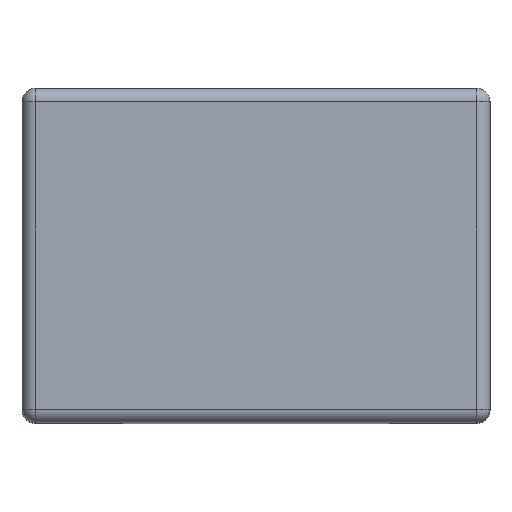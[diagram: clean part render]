
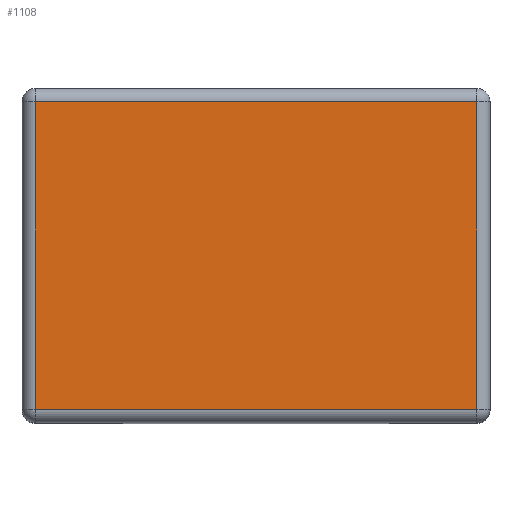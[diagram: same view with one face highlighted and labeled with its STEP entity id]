
A CAD part, top view. The second image highlights one B-rep face of the part: STEP entity #1108.
In plain terms, the highlighted planar face has unit normal (0, 0, 1).
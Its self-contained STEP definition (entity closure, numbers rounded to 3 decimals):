
#67=LINE('',#1561,#151);
#68=LINE('',#1564,#152);
#69=LINE('',#1566,#153);
#70=LINE('',#1568,#154);
#151=VECTOR('',#1309,1000.);
#152=VECTOR('',#1310,1000.);
#153=VECTOR('',#1311,1000.);
#154=VECTOR('',#1312,1000.);
#202=PLANE('',#1170);
#286=ORIENTED_EDGE('',*,*,#495,.T.);
#287=ORIENTED_EDGE('',*,*,#496,.T.);
#288=ORIENTED_EDGE('',*,*,#497,.T.);
#289=ORIENTED_EDGE('',*,*,#498,.T.);
#495=EDGE_CURVE('',#595,#596,#67,.F.);
#496=EDGE_CURVE('',#596,#597,#68,.T.);
#497=EDGE_CURVE('',#597,#598,#69,.T.);
#498=EDGE_CURVE('',#598,#595,#70,.F.);
#595=VERTEX_POINT('',#1562);
#596=VERTEX_POINT('',#1563);
#597=VERTEX_POINT('',#1565);
#598=VERTEX_POINT('',#1567);
#663=EDGE_LOOP('',(#286,#287,#288,#289));
#715=FACE_BOUND('',#663,.T.);
#1108=ADVANCED_FACE('',(#715),#202,.F.);
#1170=AXIS2_PLACEMENT_3D('',#1560,#1307,#1308);
#1307=DIRECTION('',(0.,0.,-1.));
#1308=DIRECTION('',(-1.,0.,0.));
#1309=DIRECTION('',(1.,0.,0.));
#1310=DIRECTION('',(0.,-1.,0.));
#1311=DIRECTION('',(1.,0.,0.));
#1312=DIRECTION('',(0.,-1.,0.));
#1560=CARTESIAN_POINT('',(8.85,12.5,8.91));
#1561=CARTESIAN_POINT('',(-8.85,12.1,8.91));
#1562=CARTESIAN_POINT('',(8.39,12.1,8.91));
#1563=CARTESIAN_POINT('',(-8.39,12.1,8.91));
#1564=CARTESIAN_POINT('',(-8.39,12.5,8.91));
#1565=CARTESIAN_POINT('',(-8.39,0.4,8.91));
#1566=CARTESIAN_POINT('',(8.85,0.4,8.91));
#1567=CARTESIAN_POINT('',(8.39,0.4,8.91));
#1568=CARTESIAN_POINT('',(8.39,12.5,8.91));
